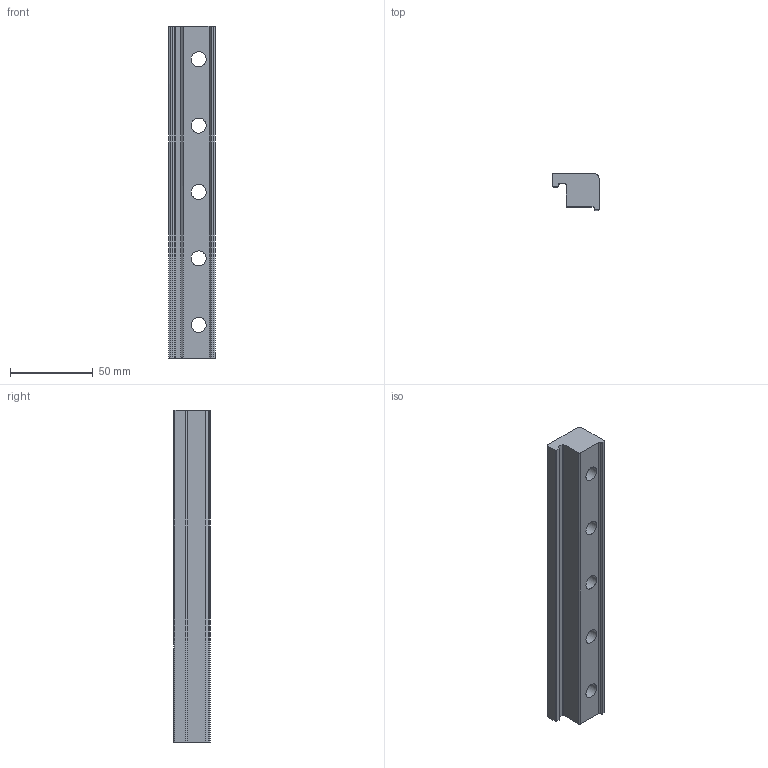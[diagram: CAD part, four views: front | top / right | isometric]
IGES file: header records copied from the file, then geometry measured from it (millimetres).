
Global section: file name: SZ6554N; native system: Autodesk Inventor 2015; preprocessor: unknown; author: Deerberg; date: 20151118.111346; units: millimetre
Bounding box: 28 x 22 x 200 mm (x, y, z)
Volume: 80066.3 mm3; surface area: 23874.2 mm2
Topology: 1 solids, 1 shells, 37 faces, 110 edges, 75 vertices
Faces by surface type: bspline 37
